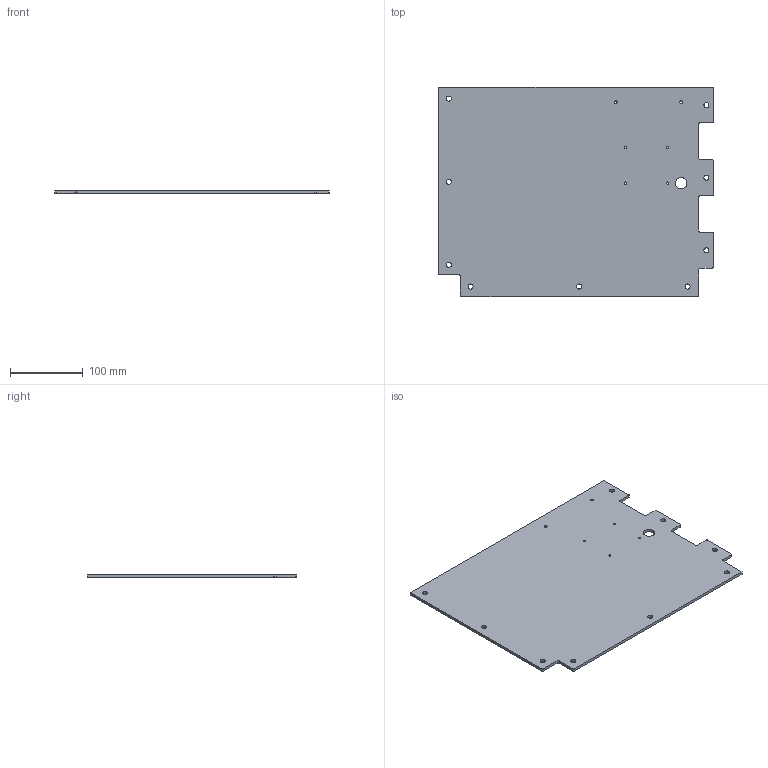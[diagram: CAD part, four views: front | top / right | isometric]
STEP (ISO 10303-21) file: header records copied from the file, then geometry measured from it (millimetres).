
FILE_DESCRIPTION(/* description */ (''),/* implementation_level */ '2;1');
FILE_NAME(/* name */ 'panel_idex_electronics_split_400_bottom_left.step',/* time_stamp */ '2023-07-25T11:54:49+01:00',/* author */ (''),/* organization */ (''),/* preprocessor_version */ 'ST-DEVELOPER v20',/* originating_system */ 'Autodesk Translation Framework v12.9.0.99',/* authorisation */ '');
FILE_SCHEMA (('AUTOMOTIVE_DESIGN { 1 0 10303 214 3 1 1 }'));
Length unit declared in the file: inch
Products named in the file (1): BL
Bounding box: 378.5 x 288.5 x 4 mm (x, y, z)
Volume: 419487.6 mm3; surface area: 216600.2 mm2
Topology: 1 solids, 1 shells, 48 faces, 138 edges, 92 vertices
Faces by surface type: cylinder 30, plane 18
Full cylindrical faces by diameter (mm): 3.1 x4, 3.6 x2, 7 x9, 16 x1
Entity records: 1701 total; most frequent: DIRECTION 296, CARTESIAN_POINT 279, ORIENTED_EDGE 276, EDGE_CURVE 138, AXIS2_PLACEMENT_3D 109, VERTEX_POINT 92, EDGE_LOOP 80, LINE 78
